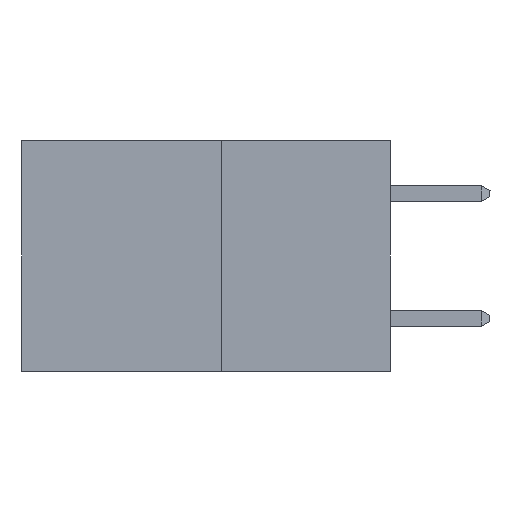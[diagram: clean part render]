
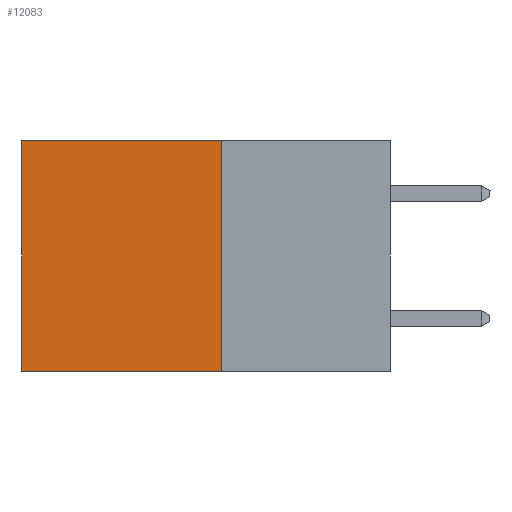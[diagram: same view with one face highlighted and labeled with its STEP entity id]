
A CAD part, left-side view. The second image highlights one B-rep face of the part: STEP entity #12083.
In plain terms, the highlighted planar face has unit normal (-1, 0, 0).
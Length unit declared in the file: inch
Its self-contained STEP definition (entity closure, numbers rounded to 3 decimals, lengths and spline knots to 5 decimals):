
#208 = LINE ( 'NONE', #4519, #3152 ) ;
#885 = CARTESIAN_POINT ( 'NONE',  ( 0.277, 0.27, -0.37 ) ) ;
#2300 = DIRECTION ( 'NONE',  ( 0., 1., 0. ) ) ;
#2586 = AXIS2_PLACEMENT_3D ( 'NONE', #4851, #5909, #13202 ) ;
#2970 = EDGE_LOOP ( 'NONE', ( #9725, #3295, #9208, #9573 ) ) ;
#3152 = VECTOR ( 'NONE', #2300, 39.37008 ) ;
#3295 = ORIENTED_EDGE ( 'NONE', *, *, #9973, .F. ) ;
#3337 = CARTESIAN_POINT ( 'NONE',  ( 0.277, 0.59, -0.37 ) ) ;
#3469 = CARTESIAN_POINT ( 'NONE',  ( 0.277, 0.27, -0.37 ) ) ;
#3610 = VERTEX_POINT ( 'NONE', #10251 ) ;
#4519 = CARTESIAN_POINT ( 'NONE',  ( 0.277, 0.27, 0. ) ) ;
#4851 = CARTESIAN_POINT ( 'NONE',  ( 0.277, 0.27, -0.37 ) ) ;
#5209 = VECTOR ( 'NONE', #10595, 39.37008 ) ;
#5909 = DIRECTION ( 'NONE',  ( 1., 0., 0. ) ) ;
#6500 = VERTEX_POINT ( 'NONE', #3337 ) ;
#7553 = CARTESIAN_POINT ( 'NONE',  ( 0.277, 0.27, -0.37 ) ) ;
#8142 = CARTESIAN_POINT ( 'NONE',  ( 0.277, 0.59, 0. ) ) ;
#8147 = VERTEX_POINT ( 'NONE', #7553 ) ;
#8428 = LINE ( 'NONE', #885, #10874 ) ;
#8497 = VERTEX_POINT ( 'NONE', #8142 ) ;
#9208 = ORIENTED_EDGE ( 'NONE', *, *, #12380, .F. ) ;
#9339 = EDGE_CURVE ( 'NONE', #8497, #6500, #10465, .T. ) ;
#9525 = CARTESIAN_POINT ( 'NONE',  ( 0.277, 0.59, -0.37 ) ) ;
#9573 = ORIENTED_EDGE ( 'NONE', *, *, #9927, .T. ) ;
#9725 = ORIENTED_EDGE ( 'NONE', *, *, #9339, .T. ) ;
#9927 = EDGE_CURVE ( 'NONE', #3610, #8497, #208, .T. ) ;
#9973 = EDGE_CURVE ( 'NONE', #8147, #6500, #11255, .T. ) ;
#10251 = CARTESIAN_POINT ( 'NONE',  ( 0.277, 0.27, 0. ) ) ;
#10465 = LINE ( 'NONE', #9525, #5209 ) ;
#10554 = DIRECTION ( 'NONE',  ( 0., 0., -1. ) ) ;
#10595 = DIRECTION ( 'NONE',  ( 0., 0., -1. ) ) ;
#10874 = VECTOR ( 'NONE', #10554, 39.37008 ) ;
#11142 = PLANE ( 'NONE',  #2586 ) ;
#11255 = LINE ( 'NONE', #3469, #13330 ) ;
#11898 = DIRECTION ( 'NONE',  ( 0., 1., 0. ) ) ;
#12083 = ADVANCED_FACE ( 'NONE', ( #12338 ), #11142, .F. ) ;
#12338 = FACE_OUTER_BOUND ( 'NONE', #2970, .T. ) ;
#12380 = EDGE_CURVE ( 'NONE', #3610, #8147, #8428, .T. ) ;
#13202 = DIRECTION ( 'NONE',  ( 0., 0., -1. ) ) ;
#13330 = VECTOR ( 'NONE', #11898, 39.37008 ) ;
